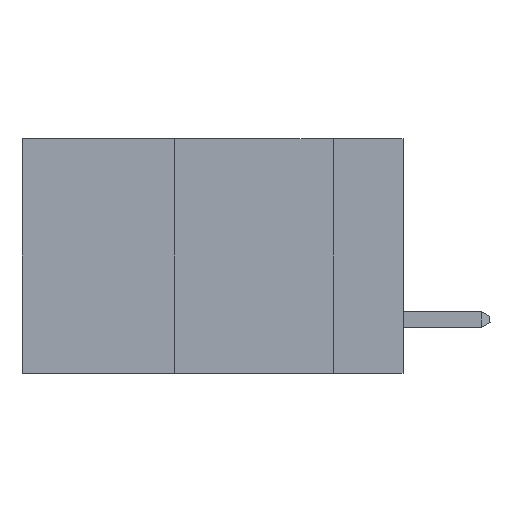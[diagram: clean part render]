
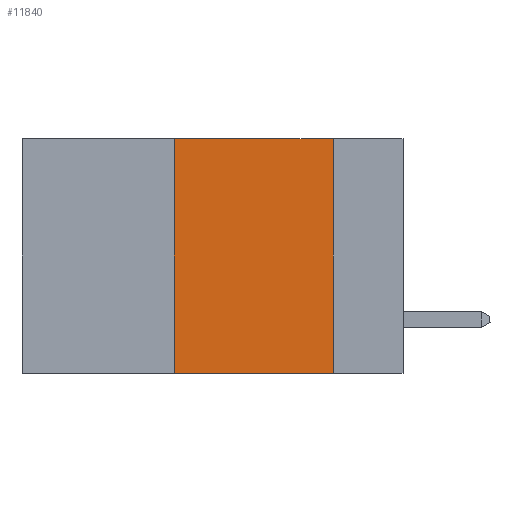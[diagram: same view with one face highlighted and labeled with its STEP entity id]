
A CAD part, left-side view. The second image highlights one B-rep face of the part: STEP entity #11840.
In plain terms, the highlighted planar face has unit normal (-1, 0, 0).
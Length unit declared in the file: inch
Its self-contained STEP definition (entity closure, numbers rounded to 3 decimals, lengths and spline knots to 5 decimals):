
#130 = DIRECTION ( 'NONE',  ( 0., 0., -1. ) ) ;
#2232 = VECTOR ( 'NONE', #8789, 39.37008 ) ;
#2402 = DIRECTION ( 'NONE',  ( 1., 0., 0. ) ) ;
#2656 = CARTESIAN_POINT ( 'NONE',  ( 0., 0.11, 0. ) ) ;
#2933 = VERTEX_POINT ( 'NONE', #4806 ) ;
#2951 = CARTESIAN_POINT ( 'NONE',  ( 0., 0.36, -0.37 ) ) ;
#2968 = VECTOR ( 'NONE', #3454, 39.37008 ) ;
#3454 = DIRECTION ( 'NONE',  ( 0., 0., 1. ) ) ;
#3956 = EDGE_LOOP ( 'NONE', ( #5971, #9543, #14927, #7750 ) ) ;
#4095 = EDGE_CURVE ( 'NONE', #13932, #2933, #6979, .T. ) ;
#4267 = AXIS2_PLACEMENT_3D ( 'NONE', #5975, #2402, #130 ) ;
#4286 = VECTOR ( 'NONE', #12415, 39.37008 ) ;
#4806 = CARTESIAN_POINT ( 'NONE',  ( 0., 0.11, -0.37 ) ) ;
#5059 = EDGE_CURVE ( 'NONE', #8618, #13932, #12050, .T. ) ;
#5412 = CARTESIAN_POINT ( 'NONE',  ( 0., 0.6, 0. ) ) ;
#5971 = ORIENTED_EDGE ( 'NONE', *, *, #4095, .F. ) ;
#5975 = CARTESIAN_POINT ( 'NONE',  ( 0., 0.6, 0. ) ) ;
#6454 = LINE ( 'NONE', #13948, #2968 ) ;
#6979 = LINE ( 'NONE', #8837, #2232 ) ;
#7663 = VECTOR ( 'NONE', #11294, 39.37008 ) ;
#7750 = ORIENTED_EDGE ( 'NONE', *, *, #10190, .T. ) ;
#8001 = FACE_OUTER_BOUND ( 'NONE', #3956, .T. ) ;
#8280 = PLANE ( 'NONE',  #4267 ) ;
#8618 = VERTEX_POINT ( 'NONE', #14990 ) ;
#8789 = DIRECTION ( 'NONE',  ( 0., 0., -1. ) ) ;
#8837 = CARTESIAN_POINT ( 'NONE',  ( 0., 0.11, 0. ) ) ;
#9258 = VERTEX_POINT ( 'NONE', #2951 ) ;
#9543 = ORIENTED_EDGE ( 'NONE', *, *, #5059, .F. ) ;
#10190 = EDGE_CURVE ( 'NONE', #9258, #2933, #11893, .T. ) ;
#11112 = CARTESIAN_POINT ( 'NONE',  ( 0., 0.6, -0.37 ) ) ;
#11246 = EDGE_CURVE ( 'NONE', #9258, #8618, #6454, .T. ) ;
#11294 = DIRECTION ( 'NONE',  ( 0., -1., 0. ) ) ;
#11840 = ADVANCED_FACE ( 'NONE', ( #8001 ), #8280, .F. ) ;
#11893 = LINE ( 'NONE', #11112, #4286 ) ;
#12050 = LINE ( 'NONE', #5412, #7663 ) ;
#12415 = DIRECTION ( 'NONE',  ( 0., -1., 0. ) ) ;
#13932 = VERTEX_POINT ( 'NONE', #2656 ) ;
#13948 = CARTESIAN_POINT ( 'NONE',  ( 0., 0.36, 0. ) ) ;
#14927 = ORIENTED_EDGE ( 'NONE', *, *, #11246, .F. ) ;
#14990 = CARTESIAN_POINT ( 'NONE',  ( 0., 0.36, 0. ) ) ;
